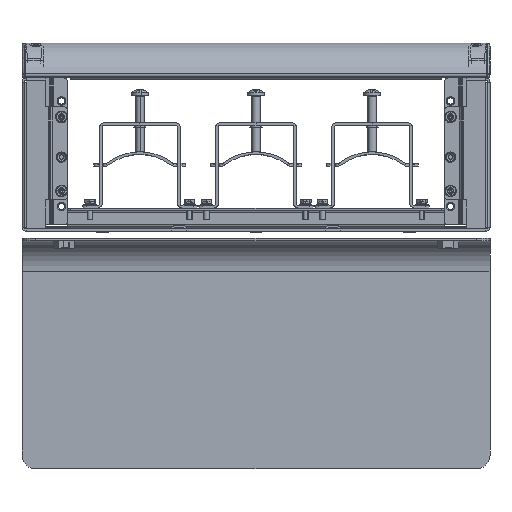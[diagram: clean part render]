
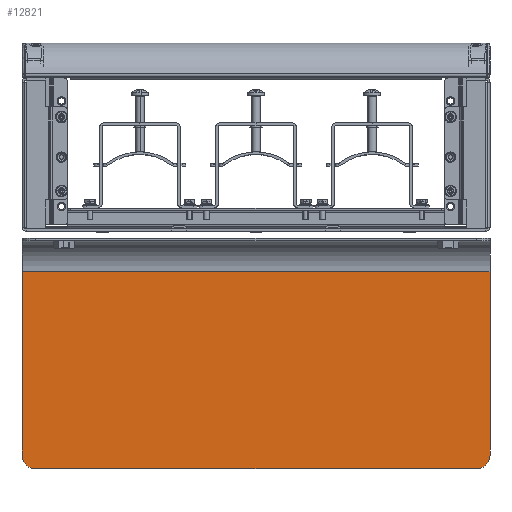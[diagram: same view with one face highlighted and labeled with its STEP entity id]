
A CAD part, front view. The second image highlights one B-rep face of the part: STEP entity #12821.
In plain terms, the highlighted planar face has unit normal (0, -1, 0).
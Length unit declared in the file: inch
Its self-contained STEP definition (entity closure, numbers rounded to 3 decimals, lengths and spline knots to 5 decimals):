
#1880 = ORIENTED_EDGE ( 'NONE', *, *, #23514, .F. ) ;
#3144 = EDGE_CURVE ( 'NONE', #58539, #10560, #20010, .T. ) ;
#4048 = CARTESIAN_POINT ( 'NONE',  ( 13.18898, 36.03543, -1.20676 ) ) ;
#6525 = CARTESIAN_POINT ( 'NONE',  ( 13.18898, 36.03543, -1.20676 ) ) ;
#6533 = EDGE_CURVE ( 'NONE', #50928, #58539, #31483, .T. ) ;
#6805 = ORIENTED_EDGE ( 'NONE', *, *, #43159, .F. ) ;
#8056 = CARTESIAN_POINT ( 'NONE',  ( 0.3937, 36.03543, -6.37015 ) ) ;
#10560 = VERTEX_POINT ( 'NONE', #36633 ) ;
#12821 = ADVANCED_FACE ( 'NONE', ( #39777 ), #49763, .F. ) ;
#16134 = AXIS2_PLACEMENT_3D ( 'NONE', #49621, #46875, #23891 ) ;
#17700 = LINE ( 'NONE', #36161, #42751 ) ;
#20010 = CIRCLE ( 'NONE', #16134, 0.3937 ) ;
#20243 = CARTESIAN_POINT ( 'NONE',  ( 0., 36.03543, -1.20676 ) ) ;
#22000 = DIRECTION ( 'NONE',  ( 0., 0., -1. ) ) ;
#23514 = EDGE_CURVE ( 'NONE', #10560, #28883, #17700, .T. ) ;
#23891 = DIRECTION ( 'NONE',  ( 0., 0., -1. ) ) ;
#24565 = AXIS2_PLACEMENT_3D ( 'NONE', #8056, #53768, #22000 ) ;
#25437 = CARTESIAN_POINT ( 'NONE',  ( 13.18898, 36.03543, -1.20676 ) ) ;
#28433 = AXIS2_PLACEMENT_3D ( 'NONE', #4048, #30714, #36137 ) ;
#28684 = CARTESIAN_POINT ( 'NONE',  ( 0.3937, 36.03543, -6.76385 ) ) ;
#28883 = VERTEX_POINT ( 'NONE', #28684 ) ;
#29030 = ORIENTED_EDGE ( 'NONE', *, *, #37464, .F. ) ;
#30246 = ORIENTED_EDGE ( 'NONE', *, *, #6533, .F. ) ;
#30714 = DIRECTION ( 'NONE',  ( 0., 1., 0. ) ) ;
#31483 = LINE ( 'NONE', #36022, #55011 ) ;
#34295 = EDGE_LOOP ( 'NONE', ( #41666, #30246, #46307, #29030, #6805, #1880 ) ) ;
#34384 = LINE ( 'NONE', #6525, #43688 ) ;
#36022 = CARTESIAN_POINT ( 'NONE',  ( 13.18898, 36.03543, -1.20676 ) ) ;
#36137 = DIRECTION ( 'NONE',  ( 0., 0., 1. ) ) ;
#36161 = CARTESIAN_POINT ( 'NONE',  ( 13.18898, 36.03543, -6.76385 ) ) ;
#36633 = CARTESIAN_POINT ( 'NONE',  ( 12.79528, 36.03543, -6.76385 ) ) ;
#37464 = EDGE_CURVE ( 'NONE', #53773, #59259, #53321, .T. ) ;
#39777 = FACE_OUTER_BOUND ( 'NONE', #34295, .T. ) ;
#41666 = ORIENTED_EDGE ( 'NONE', *, *, #3144, .F. ) ;
#42751 = VECTOR ( 'NONE', #44926, 39.37008 ) ;
#43159 = EDGE_CURVE ( 'NONE', #28883, #53773, #52581, .T. ) ;
#43638 = CARTESIAN_POINT ( 'NONE',  ( 0., 36.03543, -1.20676 ) ) ;
#43688 = VECTOR ( 'NONE', #57949, 39.37008 ) ;
#43978 = VECTOR ( 'NONE', #53031, 39.37008 ) ;
#44926 = DIRECTION ( 'NONE',  ( -1., 0., 0. ) ) ;
#46293 = DIRECTION ( 'NONE',  ( 0., 0., -1. ) ) ;
#46307 = ORIENTED_EDGE ( 'NONE', *, *, #55441, .F. ) ;
#46875 = DIRECTION ( 'NONE',  ( 0., 1., 0. ) ) ;
#49621 = CARTESIAN_POINT ( 'NONE',  ( 12.79528, 36.03543, -6.37015 ) ) ;
#49763 = PLANE ( 'NONE',  #28433 ) ;
#50928 = VERTEX_POINT ( 'NONE', #25437 ) ;
#52581 = CIRCLE ( 'NONE', #24565, 0.3937 ) ;
#52754 = CARTESIAN_POINT ( 'NONE',  ( 0., 36.03543, -6.37015 ) ) ;
#53031 = DIRECTION ( 'NONE',  ( 0., 0., 1. ) ) ;
#53321 = LINE ( 'NONE', #43638, #43978 ) ;
#53768 = DIRECTION ( 'NONE',  ( 0., 1., 0. ) ) ;
#53773 = VERTEX_POINT ( 'NONE', #52754 ) ;
#54006 = CARTESIAN_POINT ( 'NONE',  ( 13.18898, 36.03543, -6.37015 ) ) ;
#55011 = VECTOR ( 'NONE', #46293, 39.37008 ) ;
#55441 = EDGE_CURVE ( 'NONE', #59259, #50928, #34384, .T. ) ;
#57949 = DIRECTION ( 'NONE',  ( 1., 0., 0. ) ) ;
#58539 = VERTEX_POINT ( 'NONE', #54006 ) ;
#59259 = VERTEX_POINT ( 'NONE', #20243 ) ;
